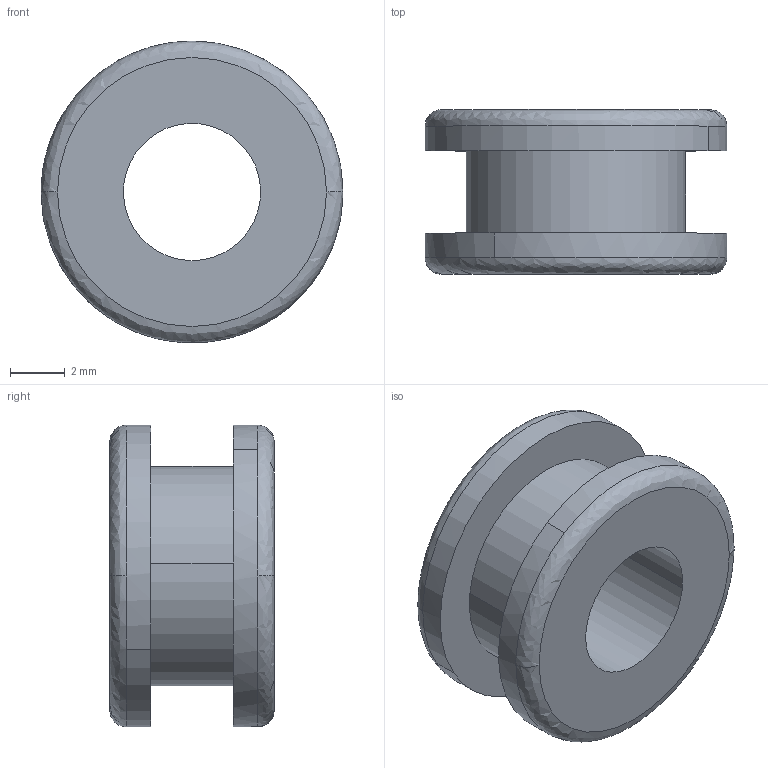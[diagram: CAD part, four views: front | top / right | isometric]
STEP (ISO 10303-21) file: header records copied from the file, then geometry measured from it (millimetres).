
FILE_DESCRIPTION( (''), '2;1');
FILE_NAME ('PC14.7972.TM_NG_79_B_CRUL_29152.stp','2019-12-12T16:34:25',(''),(''),'spGate 15.6.1','','');
FILE_SCHEMA (('AUTOMOTIVE_DESIGN'));
Length unit declared in the file: millimetre
Bounding box: 11 x 6 x 11 mm (x, y, z)
Volume: 312.9 mm3; surface area: 495.6 mm2
Topology: 1 solids, 1 shells, 16 faces, 51 edges, 39 vertices
Faces by surface type: cylinder 8, plane 4, bspline 4
Entity records: 1083 total; most frequent: CARTESIAN_POINT 223, DIRECTION 102, ORIENTED_EDGE 102, COLOUR_RGB 68, PRESENTATION_STYLE_ASSIGNMENT 68, STYLED_ITEM 68, AXIS2_PLACEMENT_3D 51, EDGE_CURVE 51
